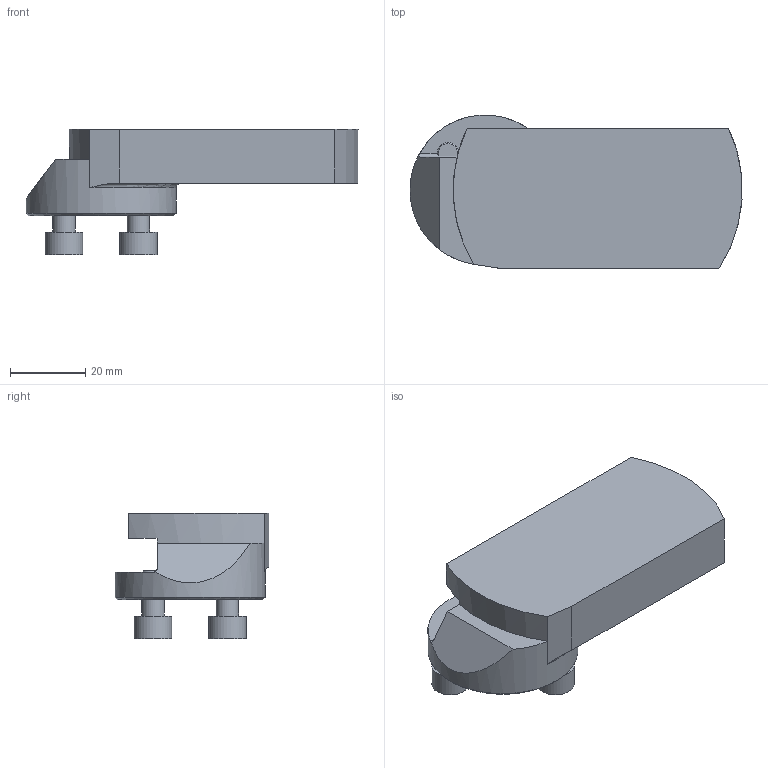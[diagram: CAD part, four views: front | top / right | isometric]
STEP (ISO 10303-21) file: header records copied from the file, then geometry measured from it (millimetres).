
FILE_DESCRIPTION(/* description */ (''),/* implementation_level */ '2;1');
FILE_NAME(/* name */ '1529305313367.stp',/* time_stamp */ '2018-06-18T09:02:00+02:00',/* author */ (''),/* organization */ ('SMS'),/* preprocessor_version */ 'ST-DEVELOPER v15',/* originating_system */ 'SIEMENS PLM Software NX 8.5',/* authorisation */ '');
FILE_SCHEMA (('AUTOMOTIVE_DESIGN { 1 0 10303 214 3 1 1 1 }'));
Length unit declared in the file: millimetre
Products named in the file (1): 570-80_23-40R
Bounding box: 88.41 x 41 x 33.33 mm (x, y, z)
Volume: 48427.7 mm3; surface area: 11847.1 mm2
Topology: 1 solids, 1 shells, 54 faces, 133 edges, 93 vertices
Faces by surface type: plane 40, cylinder 10, cone 3, torus 1
Full cylindrical faces by diameter (mm): 6 x3, 10 x3, 40 x1
Entity records: 1712 total; most frequent: CARTESIAN_POINT 355, DIRECTION 275, ORIENTED_EDGE 240, EDGE_CURVE 120, AXIS2_PLACEMENT_3D 98, VERTEX_POINT 85, LINE 79, VECTOR 79
